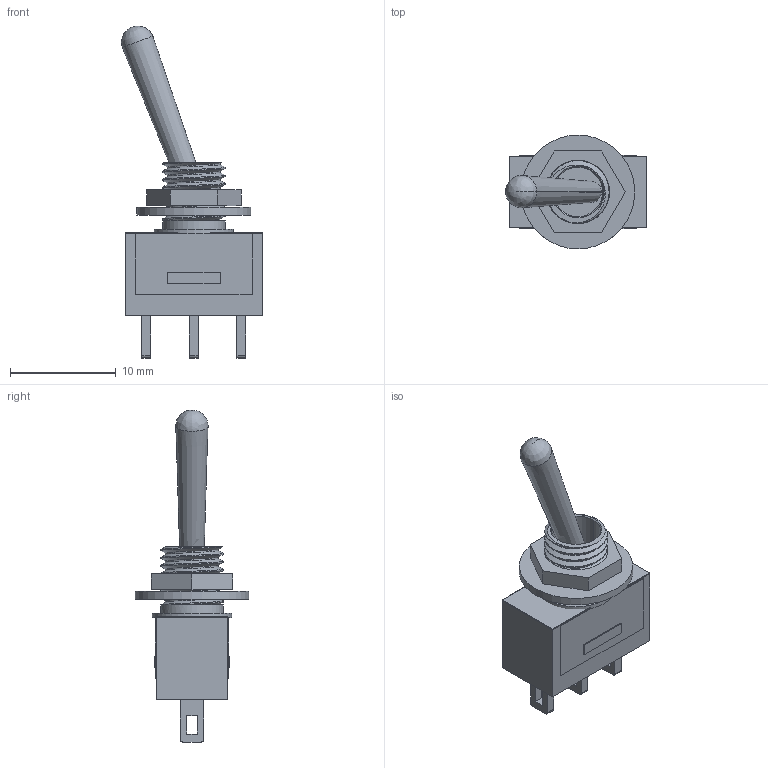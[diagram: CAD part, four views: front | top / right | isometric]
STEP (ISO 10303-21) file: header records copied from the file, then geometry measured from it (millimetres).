
FILE_DESCRIPTION(/* description */ (''),/* implementation_level */ '2;1');
FILE_NAME(/* name */ 'Toggle Switch 01 v1.step',/* time_stamp */ '2020-12-07T00:03:01+11:00',/* author */ (''),/* organization */ (''),/* preprocessor_version */ 'ST-DEVELOPER v18.1',/* originating_system */ 'Autodesk Translation Framework v9.3.0.1241',/* authorisation */ '');
FILE_SCHEMA (('AUTOMOTIVE_DESIGN { 1 0 10303 214 3 1 1 }'));
Length unit declared in the file: millimetre
Products named in the file (2): Toggle Switch 01; Switch
Assembly tree (1 placements, depth 2):
  Toggle Switch 01
    Switch
Bounding box: 13.35 x 10.75 x 31.37 mm (x, y, z)
Volume: 960.2 mm3; surface area: 1878.3 mm2
Topology: 14 solids, 14 shells, 137 faces, 328 edges, 218 vertices
Faces by surface type: plane 102, cylinder 29, cone 3, bspline 3
Full cylindrical faces by diameter (mm): 4.68 x1, 5.048 x3, 5.908 x6, 6 x2, 7.5 x1, 10.75 x1
Entity records: 5211 total; most frequent: CARTESIAN_POINT 1970, ORIENTED_EDGE 654, DIRECTION 604, EDGE_CURVE 327, LINE 248, VECTOR 248, VERTEX_POINT 218, AXIS2_PLACEMENT_3D 178
